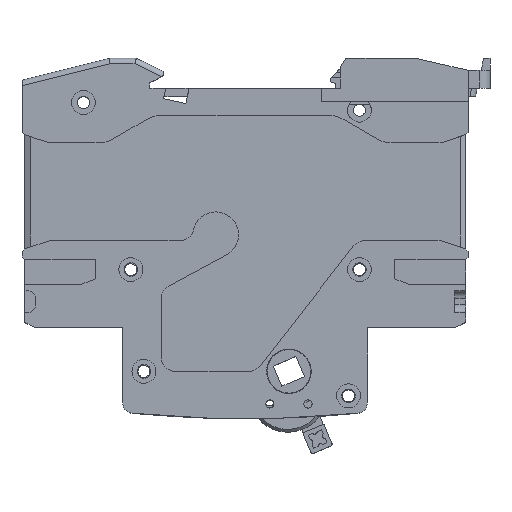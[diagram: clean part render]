
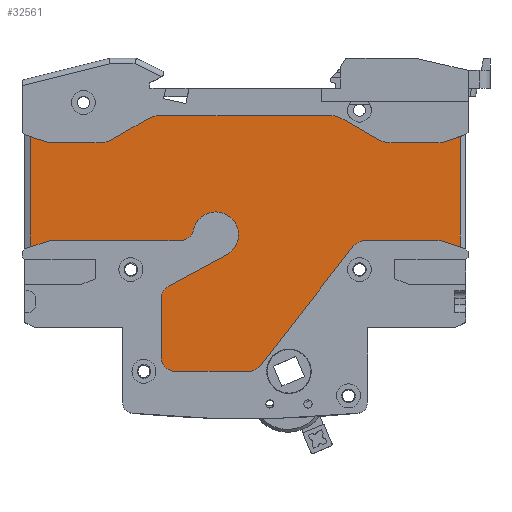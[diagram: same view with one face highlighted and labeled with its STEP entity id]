
A CAD part, top view. The second image highlights one B-rep face of the part: STEP entity #32561.
In plain terms, the highlighted face is planar.
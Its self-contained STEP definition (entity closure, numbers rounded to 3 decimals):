
#22526=DIRECTION('',(0.,1.,0.));
#22527=VECTOR('',#22526,20.333);
#22528=CARTESIAN_POINT('',(39.5,10.833,0.3));
#22529=LINE('',#22528,#22527);
#23317=DIRECTION('',(-1.,0.,0.));
#23318=VECTOR('',#23317,13.647);
#23319=CARTESIAN_POINT('',(12.907,-12.,0.3));
#23320=LINE('',#23319,#23318);
#23321=DIRECTION('',(0.,-1.,0.));
#23322=VECTOR('',#23321,10.924);
#23323=CARTESIAN_POINT('',(15.407,1.424,0.3));
#23324=LINE('',#23323,#23322);
#23325=CARTESIAN_POINT('',(12.907,1.424,0.3));
#23326=DIRECTION('',(0.,0.,-1.));
#23327=DIRECTION('',(0.476,0.88,0.));
#23328=AXIS2_PLACEMENT_3D('',#23325,#23326,#23327);
#23330=DIRECTION('',(0.88,-0.476,0.));
#23331=VECTOR('',#23330,12.157);
#23332=CARTESIAN_POINT('',(3.402,9.406,0.3));
#23333=LINE('',#23332,#23331);
#23334=CARTESIAN_POINT('',(5.4,13.1,0.3));
#23335=DIRECTION('',(0.,0.,1.));
#23336=DIRECTION('',(0.978,0.209,0.));
#23337=AXIS2_PLACEMENT_3D('',#23334,#23335,#23336);
#23339=CARTESIAN_POINT('',(11.952,14.5,0.3));
#23340=DIRECTION('',(0.,0.,-1.));
#23341=DIRECTION('',(0.,-1.,0.));
#23342=AXIS2_PLACEMENT_3D('',#23339,#23340,#23341);
#23344=DIRECTION('',(-1.,0.,0.));
#23345=VECTOR('',#23344,24.048);
#23346=CARTESIAN_POINT('',(36.,12.,0.3));
#23347=LINE('',#23346,#23345);
#23348=DIRECTION('',(-0.949,0.316,0.));
#23349=VECTOR('',#23348,3.689);
#23350=CARTESIAN_POINT('',(39.5,10.833,0.3));
#23351=LINE('',#23350,#23349);
#23352=DIRECTION('',(0.949,0.316,0.));
#23353=VECTOR('',#23352,3.689);
#23354=CARTESIAN_POINT('',(36.,30.,0.3));
#23355=LINE('',#23354,#23353);
#23356=DIRECTION('',(1.,0.,0.));
#23357=VECTOR('',#23356,9.16);
#23358=CARTESIAN_POINT('',(26.84,30.,0.3));
#23359=LINE('',#23358,#23357);
#23360=DIRECTION('',(0.866,-0.5,0.));
#23361=VECTOR('',#23360,7.321);
#23362=CARTESIAN_POINT('',(18.,34.33,0.3));
#23363=LINE('',#23362,#23361);
#23364=DIRECTION('',(1.,0.,0.));
#23365=VECTOR('',#23364,31.);
#23366=CARTESIAN_POINT('',(-15.5,35.,0.3));
#23367=LINE('',#23366,#23365);
#23368=DIRECTION('',(0.866,0.5,0.));
#23369=VECTOR('',#23368,7.321);
#23370=CARTESIAN_POINT('',(-24.34,30.67,0.3));
#23371=LINE('',#23370,#23369);
#23372=DIRECTION('',(1.,0.,0.));
#23373=VECTOR('',#23372,9.16);
#23374=CARTESIAN_POINT('',(-36.,30.,0.3));
#23375=LINE('',#23374,#23373);
#23376=DIRECTION('',(0.949,-0.316,0.));
#23377=VECTOR('',#23376,3.689);
#23378=CARTESIAN_POINT('',(-39.5,31.167,0.3));
#23379=LINE('',#23378,#23377);
#23380=DIRECTION('',(-0.949,-0.316,0.));
#23381=VECTOR('',#23380,3.689);
#23382=CARTESIAN_POINT('',(-36.,12.,0.3));
#23383=LINE('',#23382,#23381);
#23384=DIRECTION('',(-1.,0.,0.));
#23385=VECTOR('',#23384,14.083);
#23386=CARTESIAN_POINT('',(-21.917,12.,0.3));
#23387=LINE('',#23386,#23385);
#23401=CARTESIAN_POINT('',(-21.917,9.5,0.3));
#23402=DIRECTION('',(0.,0.,1.));
#23403=DIRECTION('',(0.788,0.615,0.));
#23404=AXIS2_PLACEMENT_3D('',#23401,#23402,#23403);
#23406=DIRECTION('',(-0.615,0.788,0.));
#23407=VECTOR('',#23406,28.008);
#23408=CARTESIAN_POINT('',(-2.711,-11.038,0.3));
#23409=LINE('',#23408,#23407);
#23414=CARTESIAN_POINT('',(-0.741,-9.5,0.3));
#23415=DIRECTION('',(0.,0.,-1.));
#23416=DIRECTION('',(0.,-1.,0.));
#23417=AXIS2_PLACEMENT_3D('',#23414,#23415,#23416);
#23441=CARTESIAN_POINT('',(12.907,-9.5,0.3));
#23442=DIRECTION('',(0.,0.,-1.));
#23443=DIRECTION('',(1.,0.,0.));
#23444=AXIS2_PLACEMENT_3D('',#23441,#23442,#23443);
#23482=DIRECTION('',(0.,1.,0.));
#23483=VECTOR('',#23482,20.333);
#23484=CARTESIAN_POINT('',(-39.5,10.833,0.3));
#23485=LINE('',#23484,#23483);
#23506=CARTESIAN_POINT('',(-26.84,35.,0.3));
#23507=DIRECTION('',(0.,0.,1.));
#23508=DIRECTION('',(0.,-1.,0.));
#23509=AXIS2_PLACEMENT_3D('',#23506,#23507,#23508);
#23533=CARTESIAN_POINT('',(-15.5,30.,0.3));
#23534=DIRECTION('',(0.,0.,-1.));
#23535=DIRECTION('',(-0.5,0.866,0.));
#23536=AXIS2_PLACEMENT_3D('',#23533,#23534,#23535);
#23551=CARTESIAN_POINT('',(15.5,30.,0.3));
#23552=DIRECTION('',(0.,0.,-1.));
#23553=DIRECTION('',(0.,1.,0.));
#23554=AXIS2_PLACEMENT_3D('',#23551,#23552,#23553);
#23560=CARTESIAN_POINT('',(26.84,35.,0.3));
#23561=DIRECTION('',(0.,0.,1.));
#23562=DIRECTION('',(-0.5,-0.866,0.));
#23563=AXIS2_PLACEMENT_3D('',#23560,#23561,#23562);
#28041=CARTESIAN_POINT('',(36.,12.,0.3));
#28042=CARTESIAN_POINT('',(11.952,12.,0.3));
#28043=VERTEX_POINT('',#28041);
#28044=VERTEX_POINT('',#28042);
#28045=CARTESIAN_POINT('',(9.507,13.978,0.3));
#28046=VERTEX_POINT('',#28045);
#28047=CARTESIAN_POINT('',(3.402,9.406,0.3));
#28048=VERTEX_POINT('',#28047);
#28049=CARTESIAN_POINT('',(14.096,3.623,0.3));
#28050=VERTEX_POINT('',#28049);
#28051=CARTESIAN_POINT('',(15.407,1.424,0.3));
#28052=VERTEX_POINT('',#28051);
#28071=CARTESIAN_POINT('',(-36.,12.,0.3));
#28072=VERTEX_POINT('',#28071);
#28074=CARTESIAN_POINT('',(-36.,30.,0.3));
#28076=VERTEX_POINT('',#28074);
#28078=CARTESIAN_POINT('',(36.,30.,0.3));
#28080=VERTEX_POINT('',#28078);
#28138=CARTESIAN_POINT('',(12.907,-12.,0.3));
#28140=VERTEX_POINT('',#28138);
#28142=CARTESIAN_POINT('',(15.407,-9.5,0.3));
#28144=VERTEX_POINT('',#28142);
#28146=CARTESIAN_POINT('',(18.,34.33,0.3));
#28148=VERTEX_POINT('',#28146);
#28150=CARTESIAN_POINT('',(15.5,35.,0.3));
#28152=VERTEX_POINT('',#28150);
#28154=CARTESIAN_POINT('',(-15.5,35.,0.3));
#28156=VERTEX_POINT('',#28154);
#28158=CARTESIAN_POINT('',(-18.,34.33,0.3));
#28160=VERTEX_POINT('',#28158);
#28161=CARTESIAN_POINT('',(24.34,30.67,0.3));
#28163=VERTEX_POINT('',#28161);
#28165=CARTESIAN_POINT('',(26.84,30.,0.3));
#28167=VERTEX_POINT('',#28165);
#28169=CARTESIAN_POINT('',(-26.84,30.,0.3));
#28171=VERTEX_POINT('',#28169);
#28173=CARTESIAN_POINT('',(-24.34,30.67,0.3));
#28175=VERTEX_POINT('',#28173);
#28209=CARTESIAN_POINT('',(39.5,10.833,0.3));
#28210=CARTESIAN_POINT('',(39.5,31.167,0.3));
#28211=VERTEX_POINT('',#28209);
#28212=VERTEX_POINT('',#28210);
#28217=CARTESIAN_POINT('',(-39.5,10.833,0.3));
#28218=CARTESIAN_POINT('',(-39.5,31.167,0.3));
#28219=VERTEX_POINT('',#28217);
#28220=VERTEX_POINT('',#28218);
#28298=CARTESIAN_POINT('',(-0.741,-12.,0.3));
#28300=VERTEX_POINT('',#28298);
#28302=CARTESIAN_POINT('',(-2.711,-11.038,0.3));
#28303=VERTEX_POINT('',#28302);
#28307=CARTESIAN_POINT('',(-21.917,12.,0.3));
#28309=VERTEX_POINT('',#28307);
#28312=CARTESIAN_POINT('',(-19.947,11.038,0.3));
#28313=VERTEX_POINT('',#28312);
#32503=CARTESIAN_POINT('',(0.,0.,0.3));
#32504=DIRECTION('',(0.,0.,-1.));
#32505=DIRECTION('',(1.,0.,0.));
#32506=AXIS2_PLACEMENT_3D('',#32503,#32504,#32505);
#32507=PLANE('',#32506);
#32509=ORIENTED_EDGE('',*,*,#32508,.F.);
#32511=ORIENTED_EDGE('',*,*,#32510,.F.);
#32513=ORIENTED_EDGE('',*,*,#32512,.F.);
#32515=ORIENTED_EDGE('',*,*,#32514,.F.);
#32517=ORIENTED_EDGE('',*,*,#32516,.F.);
#32519=ORIENTED_EDGE('',*,*,#32518,.F.);
#32521=ORIENTED_EDGE('',*,*,#32520,.F.);
#32523=ORIENTED_EDGE('',*,*,#32522,.F.);
#32525=ORIENTED_EDGE('',*,*,#32524,.F.);
#32527=ORIENTED_EDGE('',*,*,#32526,.F.);
#32529=ORIENTED_EDGE('',*,*,#32528,.F.);
#32531=ORIENTED_EDGE('',*,*,#32530,.F.);
#32532=ORIENTED_EDGE('',*,*,#32496,.F.);
#32533=ORIENTED_EDGE('',*,*,#31435,.T.);
#32534=ORIENTED_EDGE('',*,*,#31452,.F.);
#32536=ORIENTED_EDGE('',*,*,#32535,.F.);
#32538=ORIENTED_EDGE('',*,*,#32537,.F.);
#32540=ORIENTED_EDGE('',*,*,#32539,.F.);
#32542=ORIENTED_EDGE('',*,*,#32541,.F.);
#32544=ORIENTED_EDGE('',*,*,#32543,.F.);
#32546=ORIENTED_EDGE('',*,*,#32545,.F.);
#32548=ORIENTED_EDGE('',*,*,#32547,.F.);
#32550=ORIENTED_EDGE('',*,*,#32549,.F.);
#32552=ORIENTED_EDGE('',*,*,#32551,.F.);
#32554=ORIENTED_EDGE('',*,*,#32553,.F.);
#32556=ORIENTED_EDGE('',*,*,#32555,.F.);
#32558=ORIENTED_EDGE('',*,*,#32557,.F.);
#32559=EDGE_LOOP('',(#32509,#32511,#32513,#32515,#32517,#32519,#32521,#32523,
#32525,#32527,#32529,#32531,#32532,#32533,#32534,#32536,#32538,#32540,#32542,
#32544,#32546,#32548,#32550,#32552,#32554,#32556,#32558));
#32560=FACE_OUTER_BOUND('',#32559,.F.);
#32561=ADVANCED_FACE('',(#32560),#32507,.T.);
#23329=CIRCLE('',#23328,2.5);
#23338=CIRCLE('',#23337,4.2);
#23343=CIRCLE('',#23342,2.5);
#23405=CIRCLE('',#23404,2.5);
#23418=CIRCLE('',#23417,2.5);
#23445=CIRCLE('',#23444,2.5);
#23510=CIRCLE('',#23509,5.);
#23537=CIRCLE('',#23536,5.);
#23555=CIRCLE('',#23554,5.);
#23564=CIRCLE('',#23563,5.);
#31435=EDGE_CURVE('',#28211,#28212,#22529,.T.);
#31452=EDGE_CURVE('',#28080,#28212,#23355,.T.);
#32496=EDGE_CURVE('',#28211,#28043,#23351,.T.);
#32508=EDGE_CURVE('',#28309,#28072,#23387,.T.);
#32510=EDGE_CURVE('',#28313,#28309,#23405,.T.);
#32512=EDGE_CURVE('',#28303,#28313,#23409,.T.);
#32514=EDGE_CURVE('',#28300,#28303,#23418,.T.);
#32516=EDGE_CURVE('',#28140,#28300,#23320,.T.);
#32518=EDGE_CURVE('',#28144,#28140,#23445,.T.);
#32520=EDGE_CURVE('',#28052,#28144,#23324,.T.);
#32522=EDGE_CURVE('',#28050,#28052,#23329,.T.);
#32524=EDGE_CURVE('',#28048,#28050,#23333,.T.);
#32526=EDGE_CURVE('',#28046,#28048,#23338,.T.);
#32528=EDGE_CURVE('',#28044,#28046,#23343,.T.);
#32530=EDGE_CURVE('',#28043,#28044,#23347,.T.);
#32535=EDGE_CURVE('',#28167,#28080,#23359,.T.);
#32537=EDGE_CURVE('',#28163,#28167,#23564,.T.);
#32539=EDGE_CURVE('',#28148,#28163,#23363,.T.);
#32541=EDGE_CURVE('',#28152,#28148,#23555,.T.);
#32543=EDGE_CURVE('',#28156,#28152,#23367,.T.);
#32545=EDGE_CURVE('',#28160,#28156,#23537,.T.);
#32547=EDGE_CURVE('',#28175,#28160,#23371,.T.);
#32549=EDGE_CURVE('',#28171,#28175,#23510,.T.);
#32551=EDGE_CURVE('',#28076,#28171,#23375,.T.);
#32553=EDGE_CURVE('',#28220,#28076,#23379,.T.);
#32555=EDGE_CURVE('',#28219,#28220,#23485,.T.);
#32557=EDGE_CURVE('',#28072,#28219,#23383,.T.);
